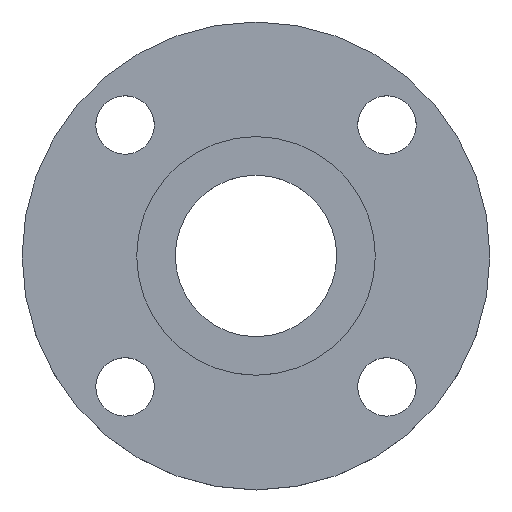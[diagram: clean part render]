
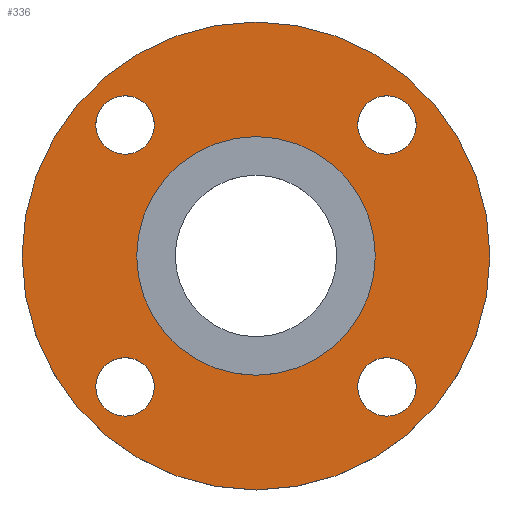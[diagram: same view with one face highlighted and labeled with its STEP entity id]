
A CAD part, top view. The second image highlights one B-rep face of the part: STEP entity #336.
In plain terms, the highlighted planar face has unit normal (0, 0, 1).
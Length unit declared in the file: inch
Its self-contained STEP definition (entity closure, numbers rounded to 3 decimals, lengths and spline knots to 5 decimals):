
#2 = CARTESIAN_POINT ( 'NONE',  ( -2.05438, -1.67938, -0.0625 ) ) ;
#7 = VERTEX_POINT ( 'NONE', #182 ) ;
#22 = ORIENTED_EDGE ( 'NONE', *, *, #273, .T. ) ;
#27 = CIRCLE ( 'NONE', #425, 1.53 ) ;
#30 = CARTESIAN_POINT ( 'NONE',  ( 0., 0., -0.0625 ) ) ;
#32 = DIRECTION ( 'NONE',  ( 0., -1., 0. ) ) ;
#41 = CARTESIAN_POINT ( 'NONE',  ( 2.05438, 1.67938, -0.0625 ) ) ;
#43 = ORIENTED_EDGE ( 'NONE', *, *, #592, .F. ) ;
#44 = FACE_BOUND ( 'NONE', #385, .T. ) ;
#58 = DIRECTION ( 'NONE',  ( 0., 0., 1. ) ) ;
#75 = VERTEX_POINT ( 'NONE', #2 ) ;
#78 = EDGE_CURVE ( 'NONE', #7, #563, #317, .T. ) ;
#79 = DIRECTION ( 'NONE',  ( 0., 0., -1. ) ) ;
#81 = VERTEX_POINT ( 'NONE', #177 ) ;
#91 = DIRECTION ( 'NONE',  ( 0., 0., 1. ) ) ;
#94 = DIRECTION ( 'NONE',  ( 0., 0., 1. ) ) ;
#96 = CARTESIAN_POINT ( 'NONE',  ( -1.30438, -1.67938, -0.0625 ) ) ;
#97 = EDGE_CURVE ( 'NONE', #537, #154, #258, .T. ) ;
#99 = CARTESIAN_POINT ( 'NONE',  ( 1.53, 0., -0.0625 ) ) ;
#101 = ORIENTED_EDGE ( 'NONE', *, *, #554, .F. ) ;
#120 = DIRECTION ( 'NONE',  ( 1., 0., 0. ) ) ;
#121 = PLANE ( 'NONE',  #523 ) ;
#126 = EDGE_CURVE ( 'NONE', #352, #81, #538, .T. ) ;
#154 = VERTEX_POINT ( 'NONE', #715 ) ;
#161 = ORIENTED_EDGE ( 'NONE', *, *, #303, .F. ) ;
#164 = AXIS2_PLACEMENT_3D ( 'NONE', #487, #726, #120 ) ;
#168 = CIRCLE ( 'NONE', #476, 0.375 ) ;
#177 = CARTESIAN_POINT ( 'NONE',  ( -1.67938, 2.05438, -0.0625 ) ) ;
#182 = CARTESIAN_POINT ( 'NONE',  ( -1.53, 0., -0.0625 ) ) ;
#190 = CARTESIAN_POINT ( 'NONE',  ( 0., 0., -0.0625 ) ) ;
#204 = ORIENTED_EDGE ( 'NONE', *, *, #78, .T. ) ;
#220 = EDGE_LOOP ( 'NONE', ( #447, #43 ) ) ;
#223 = EDGE_CURVE ( 'NONE', #81, #352, #512, .T. ) ;
#231 = AXIS2_PLACEMENT_3D ( 'NONE', #334, #725, #533 ) ;
#238 = CARTESIAN_POINT ( 'NONE',  ( -1.67938, 1.30438, -0.0625 ) ) ;
#242 = FACE_BOUND ( 'NONE', #220, .T. ) ;
#246 = DIRECTION ( 'NONE',  ( 0., 0., 1. ) ) ;
#253 = EDGE_CURVE ( 'NONE', #488, #371, #570, .T. ) ;
#258 = CIRCLE ( 'NONE', #745, 3. ) ;
#261 = CARTESIAN_POINT ( 'NONE',  ( -1.67938, 1.67938, -0.0625 ) ) ;
#262 = ORIENTED_EDGE ( 'NONE', *, *, #566, .F. ) ;
#273 = EDGE_CURVE ( 'NONE', #563, #7, #27, .T. ) ;
#275 = DIRECTION ( 'NONE',  ( 0., 0., 1. ) ) ;
#286 = CARTESIAN_POINT ( 'NONE',  ( -1.67938, -1.67938, -0.0625 ) ) ;
#291 = DIRECTION ( 'NONE',  ( 1., 0., 0. ) ) ;
#297 = FACE_BOUND ( 'NONE', #388, .T. ) ;
#303 = EDGE_CURVE ( 'NONE', #393, #717, #730, .T. ) ;
#317 = CIRCLE ( 'NONE', #164, 1.53 ) ;
#331 = DIRECTION ( 'NONE',  ( 1., 0., 0. ) ) ;
#334 = CARTESIAN_POINT ( 'NONE',  ( 1.67938, -1.67938, -0.0625 ) ) ;
#336 = ADVANCED_FACE ( 'NONE', ( #419, #242, #44, #673, #297, #728 ), #121, .T. ) ;
#345 = EDGE_LOOP ( 'NONE', ( #402, #660 ) ) ;
#346 = DIRECTION ( 'NONE',  ( -1., 0., 0. ) ) ;
#350 = CIRCLE ( 'NONE', #379, 0.375 ) ;
#352 = VERTEX_POINT ( 'NONE', #238 ) ;
#371 = VERTEX_POINT ( 'NONE', #41 ) ;
#379 = AXIS2_PLACEMENT_3D ( 'NONE', #703, #94, #32 ) ;
#385 = EDGE_LOOP ( 'NONE', ( #408, #707 ) ) ;
#387 = CARTESIAN_POINT ( 'NONE',  ( 1.67938, 1.67938, -0.0625 ) ) ;
#388 = EDGE_LOOP ( 'NONE', ( #22, #204 ) ) ;
#391 = AXIS2_PLACEMENT_3D ( 'NONE', #30, #463, #410 ) ;
#393 = VERTEX_POINT ( 'NONE', #604 ) ;
#401 = AXIS2_PLACEMENT_3D ( 'NONE', #261, #91, #750 ) ;
#402 = ORIENTED_EDGE ( 'NONE', *, *, #601, .T. ) ;
#405 = CARTESIAN_POINT ( 'NONE',  ( -3., 0., -0.0625 ) ) ;
#408 = ORIENTED_EDGE ( 'NONE', *, *, #223, .F. ) ;
#410 = DIRECTION ( 'NONE',  ( 1., 0., 0. ) ) ;
#419 = FACE_BOUND ( 'NONE', #593, .T. ) ;
#425 = AXIS2_PLACEMENT_3D ( 'NONE', #579, #79, #331 ) ;
#441 = CARTESIAN_POINT ( 'NONE',  ( 1.30438, 1.67938, -0.0625 ) ) ;
#447 = ORIENTED_EDGE ( 'NONE', *, *, #613, .F. ) ;
#452 = CIRCLE ( 'NONE', #553, 0.375 ) ;
#460 = DIRECTION ( 'NONE',  ( 0., 0., 1. ) ) ;
#463 = DIRECTION ( 'NONE',  ( 0., 0., 1. ) ) ;
#476 = AXIS2_PLACEMENT_3D ( 'NONE', #591, #460, #346 ) ;
#487 = CARTESIAN_POINT ( 'NONE',  ( 0., 0., -0.0625 ) ) ;
#488 = VERTEX_POINT ( 'NONE', #441 ) ;
#507 = DIRECTION ( 'NONE',  ( 1., 0., 0. ) ) ;
#512 = CIRCLE ( 'NONE', #401, 0.375 ) ;
#520 = DIRECTION ( 'NONE',  ( -1., 0., 0. ) ) ;
#523 = AXIS2_PLACEMENT_3D ( 'NONE', #775, #58, #291 ) ;
#533 = DIRECTION ( 'NONE',  ( 0., -1., 0. ) ) ;
#537 = VERTEX_POINT ( 'NONE', #405 ) ;
#538 = CIRCLE ( 'NONE', #606, 0.375 ) ;
#553 = AXIS2_PLACEMENT_3D ( 'NONE', #757, #275, #763 ) ;
#554 = EDGE_CURVE ( 'NONE', #717, #393, #350, .T. ) ;
#563 = VERTEX_POINT ( 'NONE', #99 ) ;
#566 = EDGE_CURVE ( 'NONE', #371, #488, #452, .T. ) ;
#570 = CIRCLE ( 'NONE', #755, 0.375 ) ;
#578 = DIRECTION ( 'NONE',  ( 0., 0., 1. ) ) ;
#579 = CARTESIAN_POINT ( 'NONE',  ( 0., 0., -0.0625 ) ) ;
#587 = EDGE_LOOP ( 'NONE', ( #262, #603 ) ) ;
#591 = CARTESIAN_POINT ( 'NONE',  ( -1.67938, -1.67938, -0.0625 ) ) ;
#592 = EDGE_CURVE ( 'NONE', #642, #75, #720, .T. ) ;
#593 = EDGE_LOOP ( 'NONE', ( #161, #101 ) ) ;
#601 = EDGE_CURVE ( 'NONE', #154, #537, #636, .T. ) ;
#603 = ORIENTED_EDGE ( 'NONE', *, *, #253, .F. ) ;
#604 = CARTESIAN_POINT ( 'NONE',  ( 1.67938, -2.05438, -0.0625 ) ) ;
#606 = AXIS2_PLACEMENT_3D ( 'NONE', #624, #740, #683 ) ;
#613 = EDGE_CURVE ( 'NONE', #75, #642, #168, .T. ) ;
#624 = CARTESIAN_POINT ( 'NONE',  ( -1.67938, 1.67938, -0.0625 ) ) ;
#636 = CIRCLE ( 'NONE', #391, 3. ) ;
#642 = VERTEX_POINT ( 'NONE', #96 ) ;
#646 = DIRECTION ( 'NONE',  ( 0., 0., 1. ) ) ;
#660 = ORIENTED_EDGE ( 'NONE', *, *, #97, .T. ) ;
#666 = CARTESIAN_POINT ( 'NONE',  ( 1.67938, -1.30438, -0.0625 ) ) ;
#673 = FACE_BOUND ( 'NONE', #587, .T. ) ;
#683 = DIRECTION ( 'NONE',  ( 0., 1., 0. ) ) ;
#703 = CARTESIAN_POINT ( 'NONE',  ( 1.67938, -1.67938, -0.0625 ) ) ;
#707 = ORIENTED_EDGE ( 'NONE', *, *, #126, .F. ) ;
#715 = CARTESIAN_POINT ( 'NONE',  ( 3., 0., -0.0625 ) ) ;
#717 = VERTEX_POINT ( 'NONE', #666 ) ;
#720 = CIRCLE ( 'NONE', #756, 0.375 ) ;
#725 = DIRECTION ( 'NONE',  ( 0., 0., 1. ) ) ;
#726 = DIRECTION ( 'NONE',  ( 0., 0., -1. ) ) ;
#728 = FACE_OUTER_BOUND ( 'NONE', #345, .T. ) ;
#730 = CIRCLE ( 'NONE', #231, 0.375 ) ;
#735 = DIRECTION ( 'NONE',  ( 1., 0., 0. ) ) ;
#740 = DIRECTION ( 'NONE',  ( 0., 0., 1. ) ) ;
#745 = AXIS2_PLACEMENT_3D ( 'NONE', #190, #246, #735 ) ;
#750 = DIRECTION ( 'NONE',  ( 0., 1., 0. ) ) ;
#755 = AXIS2_PLACEMENT_3D ( 'NONE', #387, #646, #507 ) ;
#756 = AXIS2_PLACEMENT_3D ( 'NONE', #286, #578, #520 ) ;
#757 = CARTESIAN_POINT ( 'NONE',  ( 1.67938, 1.67938, -0.0625 ) ) ;
#763 = DIRECTION ( 'NONE',  ( 1., 0., 0. ) ) ;
#775 = CARTESIAN_POINT ( 'NONE',  ( 0., 0., -0.0625 ) ) ;
